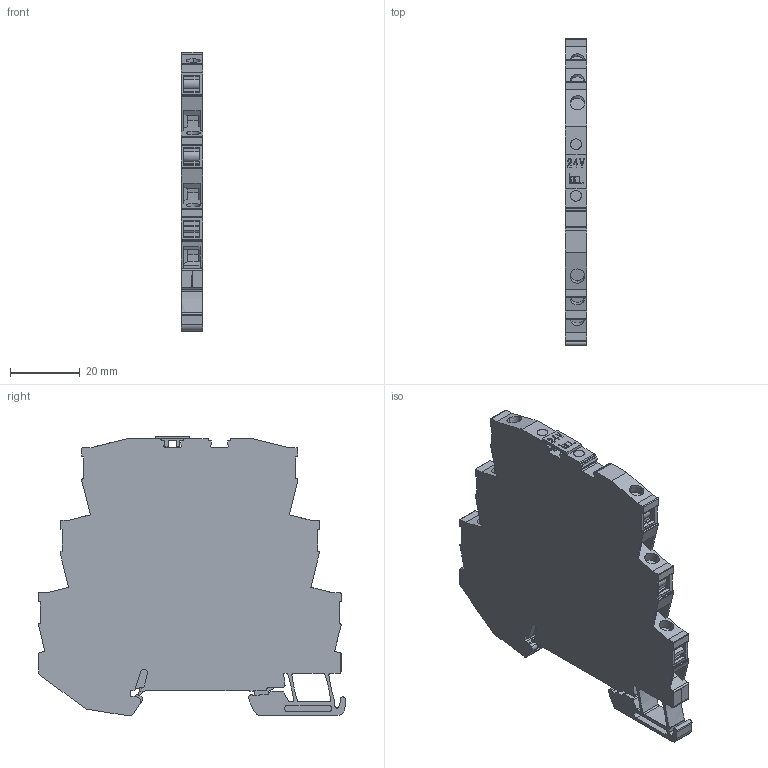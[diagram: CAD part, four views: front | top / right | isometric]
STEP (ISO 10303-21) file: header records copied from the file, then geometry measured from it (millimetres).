
FILE_DESCRIPTION(('CATIA V5 STEP Exchange','CAx-IF Rec.Pracs.--- Model Styling and Organization---1.5--- 2016-08-15','CAx-IF Rec.Pracs.---Supplemental Geometry---1.0---2011-11-01','CAx-IF Rec.Pracs.--- Composite Materials ---1.1---2010-07-15'),'2;1');
FILE_NAME ('9339641_3', '2025-09-23T06:51:27+00:00', ('none'), ('Weidmueller'), 'CATIA Version 5-6 Release 2024 SP4', 'CATIA V5 STEP AP214 v3', 'none');
FILE_SCHEMA(('AUTOMOTIVE_DESIGN { 1 0 10303 214 1 1 1 1 }'));
Length unit declared in the file: millimetre
Products named in the file (1): 1064350000
Bounding box: 6.1 x 88.11 x 80.34 mm (x, y, z)
Volume: 25534.6 mm3; surface area: 21848.5 mm2
Topology: 16 solids, 16 shells, 918 faces, 2720 edges, 1859 vertices
Faces by surface type: plane 639, cylinder 255, extrusion 24
Entity records: 30903 total; most frequent: CARTESIAN_POINT 7109, ORIENTED_EDGE 5440, DIRECTION 4024, EDGE_CURVE 2720, VECTOR 2123, LINE 2099, VERTEX_POINT 1859, AXIS2_PLACEMENT_3D 1177
